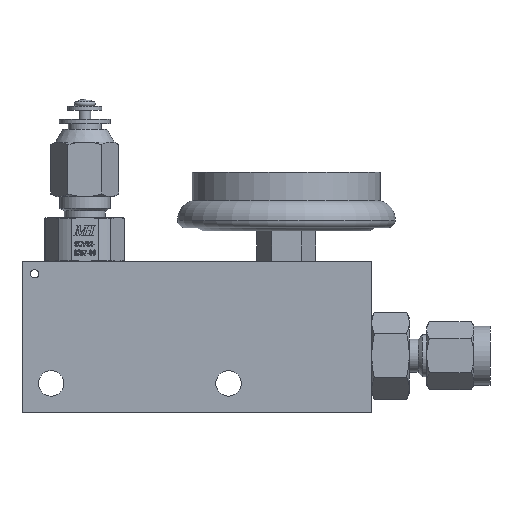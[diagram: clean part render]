
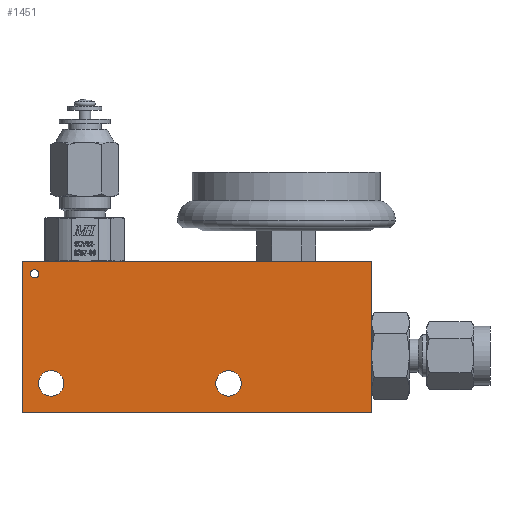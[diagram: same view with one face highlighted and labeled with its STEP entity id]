
A CAD part, front view. The second image highlights one B-rep face of the part: STEP entity #1451.
In plain terms, the highlighted planar face has unit normal (0, -1, 0).
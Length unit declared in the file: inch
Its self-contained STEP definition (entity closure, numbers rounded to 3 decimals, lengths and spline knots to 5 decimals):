
#1451=ADVANCED_FACE('',(#3663,#3664,#3665,#3666),#3667,.F.);
#3663=FACE_BOUND('',#6970,.T.);
#3664=FACE_BOUND('',#6971,.T.);
#3665=FACE_BOUND('',#6972,.T.);
#3666=FACE_OUTER_BOUND('',#6973,.T.);
#3667=PLANE('',#6974);
#6970=EDGE_LOOP('',(#10389));
#6971=EDGE_LOOP('',(#10390));
#6972=EDGE_LOOP('',(#10391));
#6973=EDGE_LOOP('',(#10392,#10393,#10394,#10395));
#6974=AXIS2_PLACEMENT_3D('',#10396,#10397,#10398);
#10389=ORIENTED_EDGE('',*,*,#19491,.T.);
#10390=ORIENTED_EDGE('',*,*,#19492,.T.);
#10391=ORIENTED_EDGE('',*,*,#19493,.T.);
#10392=ORIENTED_EDGE('',*,*,#19494,.T.);
#10393=ORIENTED_EDGE('',*,*,#19489,.F.);
#10394=ORIENTED_EDGE('',*,*,#19495,.F.);
#10395=ORIENTED_EDGE('',*,*,#19480,.T.);
#10396=CARTESIAN_POINT('',(-0.98425,-0.76553,1.125));
#10397=DIRECTION('',(0.0,1.0,0.0));
#10398=DIRECTION('',(0.0,0.0,1.0));
#19480=EDGE_CURVE('',#23108,#23106,#23109,.T.);
#19489=EDGE_CURVE('',#23122,#23120,#23124,.T.);
#19491=EDGE_CURVE('',#23126,#23126,#23127,.T.);
#19492=EDGE_CURVE('',#23128,#23128,#23129,.T.);
#19493=EDGE_CURVE('',#23130,#23130,#23131,.T.);
#19494=EDGE_CURVE('',#23106,#23120,#23132,.T.);
#19495=EDGE_CURVE('',#23108,#23122,#23133,.T.);
#23106=VERTEX_POINT('',#28463);
#23108=VERTEX_POINT('',#28466);
#23109=LINE('',#28467,#28468);
#23120=VERTEX_POINT('',#28484);
#23122=VERTEX_POINT('',#28487);
#23124=LINE('',#28490,#28491);
#23126=VERTEX_POINT('',#28493);
#23127=CIRCLE('',#28494,0.03125);
#23128=VERTEX_POINT('',#28495);
#23129=CIRCLE('',#28496,0.095);
#23130=VERTEX_POINT('',#28497);
#23131=CIRCLE('',#28498,0.095);
#23132=LINE('',#28499,#28500);
#23133=LINE('',#28501,#28502);
#28463=CARTESIAN_POINT('',(-0.98425,-0.76553,0.0));
#28466=CARTESIAN_POINT('',(-0.98425,-0.76553,1.125));
#28467=CARTESIAN_POINT('',(-0.98425,-0.76553,1.125));
#28468=VECTOR('',#36901,1.0);
#28484=CARTESIAN_POINT('',(1.61575,-0.76553,0.0));
#28487=CARTESIAN_POINT('',(1.61575,-0.76553,1.125));
#28490=CARTESIAN_POINT('',(1.61575,-0.76553,1.125));
#28491=VECTOR('',#36909,1.0);
#28493=CARTESIAN_POINT('',(-0.86,-0.76553,1.032));
#28494=AXIS2_PLACEMENT_3D('',#36910,#36911,#36912);
#28495=CARTESIAN_POINT('',(0.64675,-0.76553,0.217));
#28496=AXIS2_PLACEMENT_3D('',#36913,#36914,#36915);
#28497=CARTESIAN_POINT('',(-0.67225,-0.76553,0.217));
#28498=AXIS2_PLACEMENT_3D('',#36916,#36917,#36918);
#28499=CARTESIAN_POINT('',(-0.98425,-0.76553,0.0));
#28500=VECTOR('',#36919,1.0);
#28501=CARTESIAN_POINT('',(-0.98425,-0.76553,1.125));
#28502=VECTOR('',#36920,1.0);
#36901=DIRECTION('',(0.0,0.0,-1.0));
#36909=DIRECTION('',(0.0,0.0,-1.0));
#36910=CARTESIAN_POINT('',(-0.89125,-0.76553,1.032));
#36911=DIRECTION('',(-0.0,1.0,0.0));
#36912=DIRECTION('',(1.0,0.0,0.0));
#36913=CARTESIAN_POINT('',(0.55175,-0.76553,0.217));
#36914=DIRECTION('',(-0.0,1.0,0.0));
#36915=DIRECTION('',(1.0,0.0,0.0));
#36916=CARTESIAN_POINT('',(-0.76725,-0.76553,0.217));
#36917=DIRECTION('',(-0.0,1.0,0.0));
#36918=DIRECTION('',(1.0,0.0,0.0));
#36919=DIRECTION('',(1.0,0.0,0.0));
#36920=DIRECTION('',(1.0,0.0,0.0));
